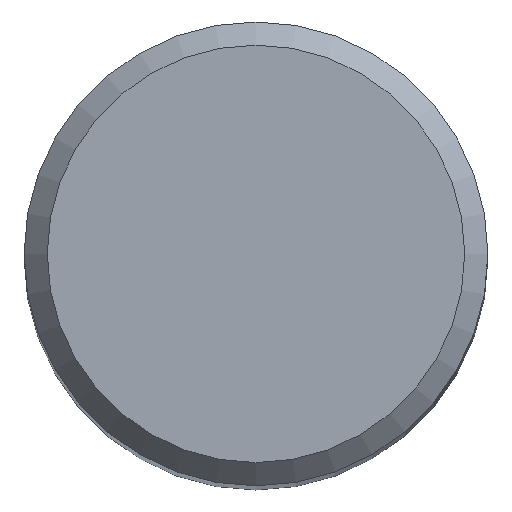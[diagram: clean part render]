
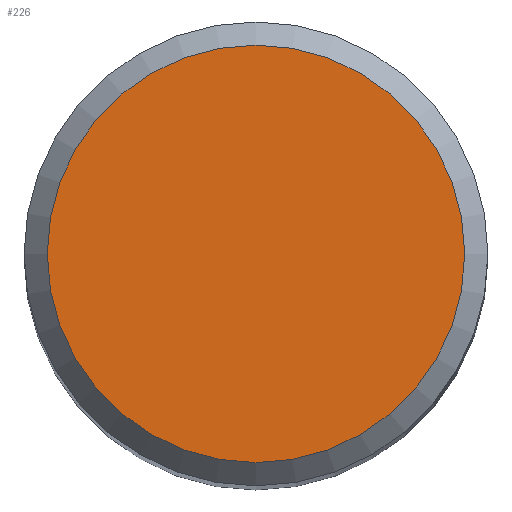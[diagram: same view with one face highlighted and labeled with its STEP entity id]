
A CAD part, top view. The second image highlights one B-rep face of the part: STEP entity #226.
In plain terms, the highlighted planar face has unit normal (0, 0, 1).
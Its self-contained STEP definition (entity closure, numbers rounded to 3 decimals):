
#15 = EDGE_CURVE ( 'NONE', #185, #185, #186, .T. ) ;
#35 = CARTESIAN_POINT ( 'NONE',  ( 0., 0., 72. ) ) ;
#65 = DIRECTION ( 'NONE',  ( 0., 0., -1. ) ) ;
#72 = EDGE_LOOP ( 'NONE', ( #82 ) ) ;
#82 = ORIENTED_EDGE ( 'NONE', *, *, #15, .F. ) ;
#83 = AXIS2_PLACEMENT_3D ( 'NONE', #139, #65, #138 ) ;
#89 = PLANE ( 'NONE',  #221 ) ;
#93 = FACE_OUTER_BOUND ( 'NONE', #72, .T. ) ;
#138 = DIRECTION ( 'NONE',  ( 0., 1., 0. ) ) ;
#139 = CARTESIAN_POINT ( 'NONE',  ( 0., 0., 72. ) ) ;
#147 = DIRECTION ( 'NONE',  ( 0., 1., 0. ) ) ;
#185 = VERTEX_POINT ( 'NONE', #239 ) ;
#186 = CIRCLE ( 'NONE', #83, 4.5 ) ;
#221 = AXIS2_PLACEMENT_3D ( 'NONE', #35, #236, #147 ) ;
#226 = ADVANCED_FACE ( 'NONE', ( #93 ), #89, .F. ) ;
#236 = DIRECTION ( 'NONE',  ( 0., 0., -1. ) ) ;
#239 = CARTESIAN_POINT ( 'NONE',  ( 0., 4.5, 72. ) ) ;
